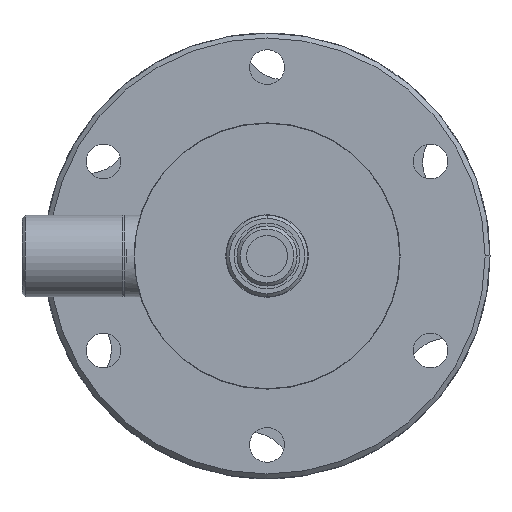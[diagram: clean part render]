
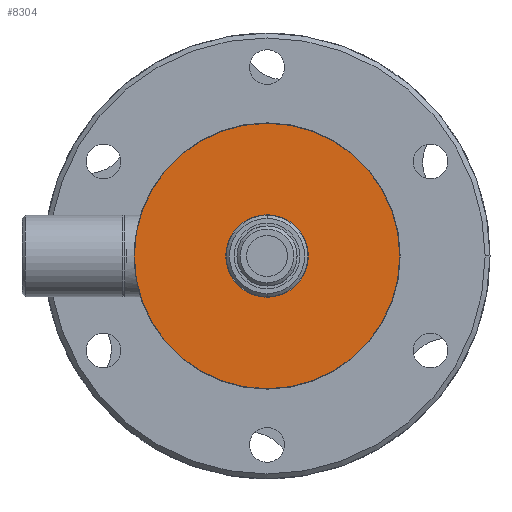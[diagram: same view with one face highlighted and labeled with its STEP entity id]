
A CAD part, left-side view. The second image highlights one B-rep face of the part: STEP entity #8304.
In plain terms, the highlighted planar face has unit normal (-1, 0, 0).
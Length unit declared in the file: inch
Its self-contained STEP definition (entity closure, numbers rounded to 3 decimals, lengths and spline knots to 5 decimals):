
#717 = CARTESIAN_POINT ( 'NONE',  ( -0.125, 0., 0.8125 ) ) ;
#1087 = AXIS2_PLACEMENT_3D ( 'NONE', #5007, #4325, #4289 ) ;
#1092 = AXIS2_PLACEMENT_3D ( 'NONE', #9102, #3918, #10028 ) ;
#1463 = CARTESIAN_POINT ( 'NONE',  ( -0.125, 0., 0. ) ) ;
#1921 = CARTESIAN_POINT ( 'NONE',  ( -0.125, 0., 0. ) ) ;
#2227 = ORIENTED_EDGE ( 'NONE', *, *, #9957, .T. ) ;
#2350 = DIRECTION ( 'NONE',  ( 0., 0., -1. ) ) ;
#2816 = DIRECTION ( 'NONE',  ( 0., 0., -1. ) ) ;
#3016 = PLANE ( 'NONE',  #1092 ) ;
#3046 = AXIS2_PLACEMENT_3D ( 'NONE', #1921, #8104, #2816 ) ;
#3091 = AXIS2_PLACEMENT_3D ( 'NONE', #1463, #7637, #2350 ) ;
#3328 = CARTESIAN_POINT ( 'NONE',  ( -0.125, 0., 0. ) ) ;
#3342 = ORIENTED_EDGE ( 'NONE', *, *, #10918, .T. ) ;
#3858 = ORIENTED_EDGE ( 'NONE', *, *, #4206, .T. ) ;
#3918 = DIRECTION ( 'NONE',  ( -1., 0., 0. ) ) ;
#4206 = EDGE_CURVE ( 'NONE', #9411, #6783, #10829, .T. ) ;
#4240 = DIRECTION ( 'NONE',  ( 0., 0., -1. ) ) ;
#4289 = DIRECTION ( 'NONE',  ( 0., 0., -1. ) ) ;
#4325 = DIRECTION ( 'NONE',  ( -1., 0., 0. ) ) ;
#4536 = CIRCLE ( 'NONE', #3091, 0.8125 ) ;
#4616 = EDGE_LOOP ( 'NONE', ( #9081, #3342 ) ) ;
#4916 = VERTEX_POINT ( 'NONE', #9691 ) ;
#4967 = CIRCLE ( 'NONE', #3046, 0.2525 ) ;
#5007 = CARTESIAN_POINT ( 'NONE',  ( -0.125, 0., 0. ) ) ;
#5024 = EDGE_LOOP ( 'NONE', ( #2227, #3858 ) ) ;
#6783 = VERTEX_POINT ( 'NONE', #8352 ) ;
#7637 = DIRECTION ( 'NONE',  ( -1., 0., 0. ) ) ;
#7704 = AXIS2_PLACEMENT_3D ( 'NONE', #3328, #9471, #4240 ) ;
#8104 = DIRECTION ( 'NONE',  ( 1., 0., 0. ) ) ;
#8304 = ADVANCED_FACE ( 'NONE', ( #9836, #10097 ), #3016, .T. ) ;
#8352 = CARTESIAN_POINT ( 'NONE',  ( -0.125, 0., -0.8125 ) ) ;
#9081 = ORIENTED_EDGE ( 'NONE', *, *, #10219, .T. ) ;
#9102 = CARTESIAN_POINT ( 'NONE',  ( -0.125, 0.8125, 0. ) ) ;
#9411 = VERTEX_POINT ( 'NONE', #717 ) ;
#9471 = DIRECTION ( 'NONE',  ( 1., 0., 0. ) ) ;
#9691 = CARTESIAN_POINT ( 'NONE',  ( -0.125, 0., -0.2525 ) ) ;
#9712 = CARTESIAN_POINT ( 'NONE',  ( -0.125, 0., 0.2525 ) ) ;
#9836 = FACE_OUTER_BOUND ( 'NONE', #5024, .T. ) ;
#9957 = EDGE_CURVE ( 'NONE', #6783, #9411, #4536, .T. ) ;
#9989 = CIRCLE ( 'NONE', #7704, 0.2525 ) ;
#10028 = DIRECTION ( 'NONE',  ( 0., 0., 1. ) ) ;
#10097 = FACE_BOUND ( 'NONE', #4616, .T. ) ;
#10219 = EDGE_CURVE ( 'NONE', #4916, #10590, #4967, .T. ) ;
#10590 = VERTEX_POINT ( 'NONE', #9712 ) ;
#10829 = CIRCLE ( 'NONE', #1087, 0.8125 ) ;
#10918 = EDGE_CURVE ( 'NONE', #10590, #4916, #9989, .T. ) ;
